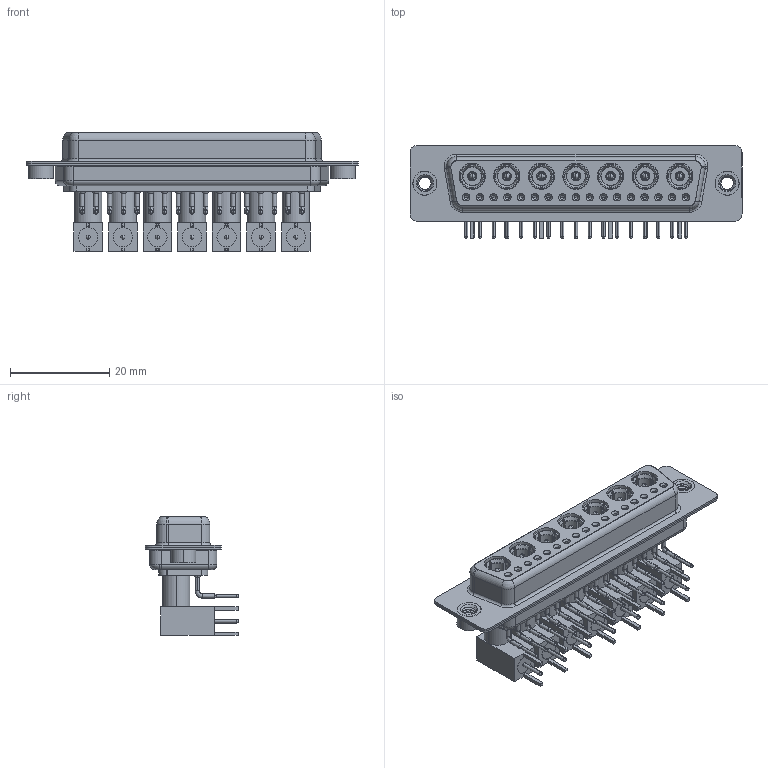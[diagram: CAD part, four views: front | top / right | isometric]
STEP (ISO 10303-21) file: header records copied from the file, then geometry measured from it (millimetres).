
FILE_DESCRIPTION (( 'STEP AP203' ), '1' );
FILE_NAME ('630-24W7240-5NA.STEP', '2022-06-08T22:56:41', ( '' ), ( '' ), 'SwSTEP 2.0', 'SolidWorks 2020', '' );
FILE_SCHEMA (( 'CONFIG_CONTROL_DESIGN' ));
Length unit declared in the file: millimetre
Products named in the file (19): Co-Ax Plug Assy_RA 50; RA Back Shell_50; Locking Collar; 630Combo Shell Front_50 Contacts; 630Combo Shell Rear_50 Contacts; 630Combo Contact Row 3; Insulator RA Pin; Pin_RA 50; 630-24W7240-5NA; 630Combo Threaded Rivet_A; 630Combo Housing_24W7; Insulator Pin_Straight PC Tail; Co-Ax Plug_RA 50
Assembly tree (71 placements, depth 3):
  630-24W7240-5NA
    630Combo Housing_24W7
    630Combo Shell Front_50 Contacts
    630Combo Shell Rear_50 Contacts
    630Combo Threaded Rivet_A  x2
    Co-Ax Plug Assy_RA 50
      Co-Ax Plug_RA 50
      Insulator Pin_Straight PC Tail
      Pin_RA 50
      Locking Collar
      RA Back Shell_50
      Insulator RA Pin
    Co-Ax Plug Assy_RA 50
      Co-Ax Plug_RA 50
      Insulator Pin_Straight PC Tail
      Pin_RA 50
      Locking Collar
      RA Back Shell_50
      Insulator RA Pin
    Co-Ax Plug Assy_RA 50
      Co-Ax Plug_RA 50
      Insulator Pin_Straight PC Tail
      Pin_RA 50
      Locking Collar
      RA Back Shell_50
      Insulator RA Pin
    Co-Ax Plug Assy_RA 50
      Co-Ax Plug_RA 50
      Insulator Pin_Straight PC Tail
      Pin_RA 50
      Locking Collar
      RA Back Shell_50
      Insulator RA Pin
    Co-Ax Plug Assy_RA 50
      Co-Ax Plug_RA 50
      Insulator Pin_Straight PC Tail
      Pin_RA 50
      Locking Collar
      RA Back Shell_50
      Insulator RA Pin
    Co-Ax Plug Assy_RA 50
      Co-Ax Plug_RA 50
      Insulator Pin_Straight PC Tail
      Pin_RA 50
      Locking Collar
      RA Back Shell_50
      Insulator RA Pin
    Co-Ax Plug Assy_RA 50
      Co-Ax Plug_RA 50
      Insulator Pin_Straight PC Tail
      Pin_RA 50
      Locking Collar
      RA Back Shell_50
      Insulator RA Pin
    630Combo Contact Row 3  x17
Bounding box: 67 x 18.8 x 23.95 mm (x, y, z)
Volume: 9113.1 mm3; surface area: 20371.2 mm2
Topology: 64 solids, 64 shells, 2350 faces, 5773 edges, 3621 vertices
Faces by surface type: cylinder 981, plane 791, cone 370, torus 99, bspline 81, sphere 28
Entity records: 25867 total; most frequent: CARTESIAN_POINT 5451, DIRECTION 3939, ORIENTED_EDGE 3274, EDGE_CURVE 1637, AXIS2_PLACEMENT_3D 1636, VERTEX_POINT 1041, CIRCLE 861, EDGE_LOOP 856
